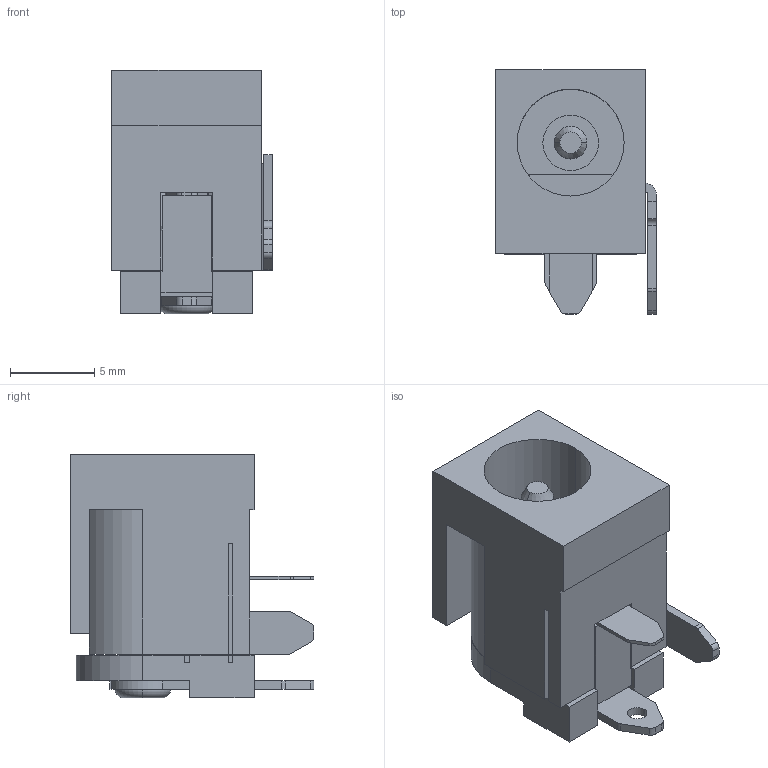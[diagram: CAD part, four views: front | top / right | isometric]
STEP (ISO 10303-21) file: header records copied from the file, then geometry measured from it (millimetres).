
FILE_DESCRIPTION (( 'STEP AP214' ), '1' );
FILE_NAME ('RAPC722X.STEP', '2022-01-21T00:43:23', ( '' ), ( '' ), 'SwSTEP 2.0', 'SolidWorks 2017', '' );
FILE_SCHEMA (( 'AUTOMOTIVE_DESIGN' ));
Length unit declared in the file: inch
Products named in the file (1): RAPC722X
Bounding box: 9.53 x 14.48 x 14.48 mm (x, y, z)
Volume: 955 mm3; surface area: 1487.3 mm2
Topology: 7 solids, 7 shells, 145 faces, 379 edges, 248 vertices
Faces by surface type: plane 95, cylinder 44, torus 4, cone 2
Entity records: 4561 total; most frequent: CARTESIAN_POINT 773, DIRECTION 769, ORIENTED_EDGE 758, EDGE_CURVE 379, LINE 281, VECTOR 281, VERTEX_POINT 248, AXIS2_PLACEMENT_3D 244
